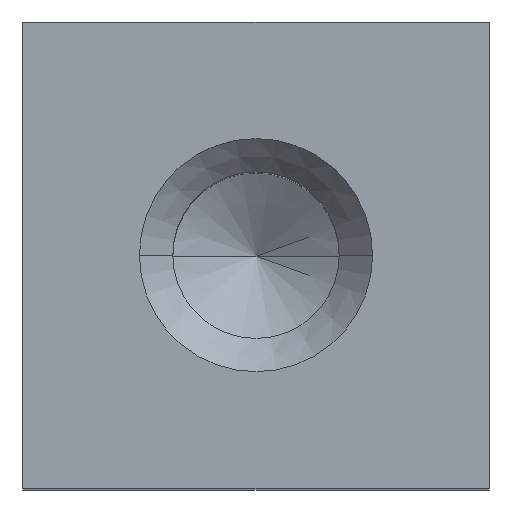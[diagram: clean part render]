
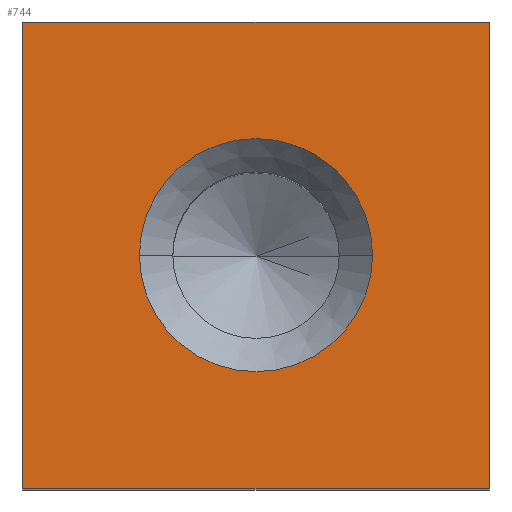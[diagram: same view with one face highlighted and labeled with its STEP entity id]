
A CAD part, top view. The second image highlights one B-rep face of the part: STEP entity #744.
In plain terms, the highlighted planar face has unit normal (0, 0, 1).
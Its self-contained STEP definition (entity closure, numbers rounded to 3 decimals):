
#197 = CARTESIAN_POINT ( 'NONE',  ( 0., 0., 15. ) ) ;
#198 = DIRECTION ( 'NONE',  ( 0., 0., 1. ) ) ;
#199 = DIRECTION ( 'NONE',  ( 1., 0., 0. ) ) ;
#259 = LINE ( 'NONE', #267, #705 ) ;
#267 = CARTESIAN_POINT ( 'NONE',  ( -3.5, 3.5, 15. ) ) ;
#268 = LINE ( 'NONE', #275, #708 ) ;
#269 = DIRECTION ( 'NONE',  ( 0., -1., 0. ) ) ;
#271 = LINE ( 'NONE', #281, #547 ) ;
#275 = CARTESIAN_POINT ( 'NONE',  ( -3.5, -3.5, 15. ) ) ;
#276 = DIRECTION ( 'NONE',  ( 1., 0., 0. ) ) ;
#281 = CARTESIAN_POINT ( 'NONE',  ( 3.5, 3.5, 15. ) ) ;
#282 = DIRECTION ( 'NONE',  ( 0., 1., 0. ) ) ;
#283 = LINE ( 'NONE', #284, #548 ) ;
#284 = CARTESIAN_POINT ( 'NONE',  ( -3.5, 3.5, 15. ) ) ;
#285 = DIRECTION ( 'NONE',  ( -1., 0., 0. ) ) ;
#481 = CARTESIAN_POINT ( 'NONE',  ( 0., 0., 15. ) ) ;
#482 = DIRECTION ( 'NONE',  ( 0., 0., 1. ) ) ;
#483 = DIRECTION ( 'NONE',  ( 1., 0., 0. ) ) ;
#544 = AXIS2_PLACEMENT_3D ( 'NONE', #481, #482, #483 ) ;
#546 = CIRCLE ( 'NONE', #544, 1.75 ) ;
#547 = VECTOR ( 'NONE', #282, 1000. ) ;
#548 = VECTOR ( 'NONE', #285, 1000. ) ;
#705 = VECTOR ( 'NONE', #269, 1000. ) ;
#708 = VECTOR ( 'NONE', #276, 1000. ) ;
#744 = ADVANCED_FACE ( 'NONE', ( #1127, #759 ), #1309, .T. ) ;
#759 = FACE_OUTER_BOUND ( 'NONE', #889, .T. ) ;
#835 = AXIS2_PLACEMENT_3D ( 'NONE', #1310, #1311, #1312 ) ;
#889 = EDGE_LOOP ( 'NONE', ( #2336, #2335, #2334, #2333 ) ) ;
#1023 = CARTESIAN_POINT ( 'NONE',  ( -1.75, 0., 15. ) ) ;
#1025 = CARTESIAN_POINT ( 'NONE',  ( 1.75, 0., 15. ) ) ;
#1038 = CARTESIAN_POINT ( 'NONE',  ( -3.5, -3.5, 15. ) ) ;
#1039 = CARTESIAN_POINT ( 'NONE',  ( 3.5, -3.5, 15. ) ) ;
#1043 = CARTESIAN_POINT ( 'NONE',  ( 3.5, 3.5, 15. ) ) ;
#1044 = CARTESIAN_POINT ( 'NONE',  ( -3.5, 3.5, 15. ) ) ;
#1127 = FACE_BOUND ( 'NONE', #1992, .T. ) ;
#1309 = PLANE ( 'NONE',  #835 ) ;
#1310 = CARTESIAN_POINT ( 'NONE',  ( -3.5, -3.5, 15. ) ) ;
#1311 = DIRECTION ( 'NONE',  ( 0., 0., 1. ) ) ;
#1312 = DIRECTION ( 'NONE',  ( 1., 0., 0. ) ) ;
#1457 = EDGE_CURVE ( 'NONE', #2244, #2238, #259, .T. ) ;
#1460 = EDGE_CURVE ( 'NONE', #2238, #2239, #268, .T. ) ;
#1462 = EDGE_CURVE ( 'NONE', #2239, #2243, #271, .T. ) ;
#1463 = EDGE_CURVE ( 'NONE', #2243, #2244, #283, .T. ) ;
#1464 = EDGE_CURVE ( 'NONE', #2225, #2223, #546, .T. ) ;
#1551 = EDGE_CURVE ( 'NONE', #2223, #2225, #1834, .T. ) ;
#1813 = AXIS2_PLACEMENT_3D ( 'NONE', #197, #198, #199 ) ;
#1834 = CIRCLE ( 'NONE', #1813, 1.75 ) ;
#1992 = EDGE_LOOP ( 'NONE', ( #2338, #2337 ) ) ;
#2223 = VERTEX_POINT ( 'NONE', #1023 ) ;
#2225 = VERTEX_POINT ( 'NONE', #1025 ) ;
#2238 = VERTEX_POINT ( 'NONE', #1038 ) ;
#2239 = VERTEX_POINT ( 'NONE', #1039 ) ;
#2243 = VERTEX_POINT ( 'NONE', #1043 ) ;
#2244 = VERTEX_POINT ( 'NONE', #1044 ) ;
#2333 = ORIENTED_EDGE ( 'NONE', *, *, #1463, .T. ) ;
#2334 = ORIENTED_EDGE ( 'NONE', *, *, #1462, .T. ) ;
#2335 = ORIENTED_EDGE ( 'NONE', *, *, #1460, .T. ) ;
#2336 = ORIENTED_EDGE ( 'NONE', *, *, #1457, .T. ) ;
#2337 = ORIENTED_EDGE ( 'NONE', *, *, #1551, .F. ) ;
#2338 = ORIENTED_EDGE ( 'NONE', *, *, #1464, .F. ) ;
